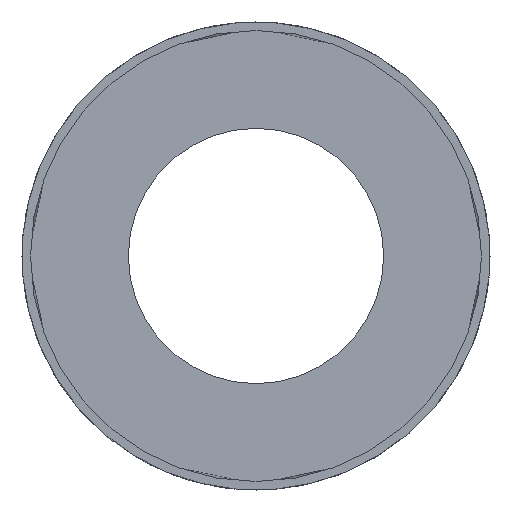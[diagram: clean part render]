
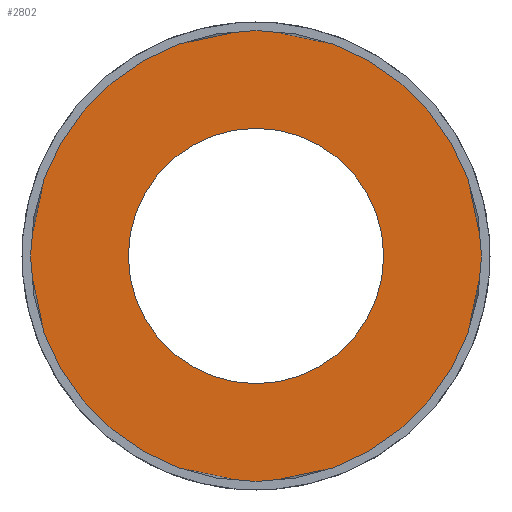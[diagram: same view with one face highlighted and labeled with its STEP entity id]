
A CAD part, front view. The second image highlights one B-rep face of the part: STEP entity #2802.
In plain terms, the highlighted planar face has unit normal (0, -1, 0).
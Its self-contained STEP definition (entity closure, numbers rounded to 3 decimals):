
#88=FACE_BOUND('',#502,.T.);
#188=PLANE('',#3049);
#328=FACE_OUTER_BOUND('',#501,.T.);
#501=EDGE_LOOP('',(#2655));
#502=EDGE_LOOP('',(#2656));
#1080=CIRCLE('',#2949,26.5);
#1104=CIRCLE('',#3035,15.);
#1364=VERTEX_POINT('',#4792);
#1438=VERTEX_POINT('',#5144);
#1700=EDGE_CURVE('',#1364,#1364,#1080,.T.);
#1833=EDGE_CURVE('',#1438,#1438,#1104,.T.);
#2655=ORIENTED_EDGE('',*,*,#1700,.T.);
#2656=ORIENTED_EDGE('',*,*,#1833,.T.);
#2802=ADVANCED_FACE('',(#328,#88),#188,.F.);
#2949=AXIS2_PLACEMENT_3D('',#4794,#3454,#3455);
#3035=AXIS2_PLACEMENT_3D('',#5145,#3721,#3722);
#3049=AXIS2_PLACEMENT_3D('',#5170,#3760,#3761);
#3454=DIRECTION('center_axis',(0.,-1.,0.));
#3455=DIRECTION('ref_axis',(-1.,0.,0.));
#3721=DIRECTION('center_axis',(0.,1.,0.));
#3722=DIRECTION('ref_axis',(1.,0.,0.));
#3760=DIRECTION('center_axis',(0.,1.,0.));
#3761=DIRECTION('ref_axis',(0.,0.,1.));
#4792=CARTESIAN_POINT('',(26.5,0.,0.));
#4794=CARTESIAN_POINT('Origin',(0.,0.,0.));
#5144=CARTESIAN_POINT('',(-15.,0.,0.));
#5145=CARTESIAN_POINT('Origin',(0.,0.,0.));
#5170=CARTESIAN_POINT('Origin',(0.,0.,0.));
